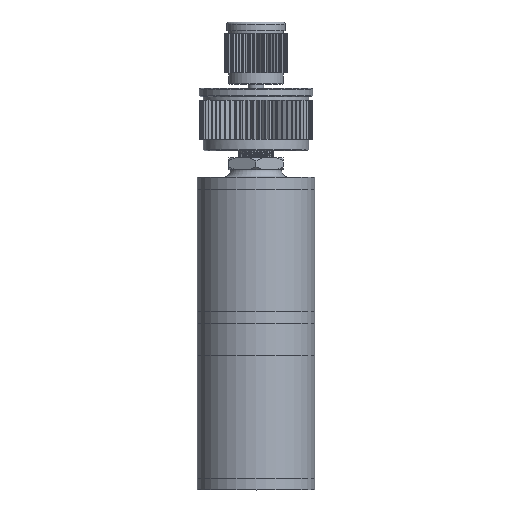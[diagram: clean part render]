
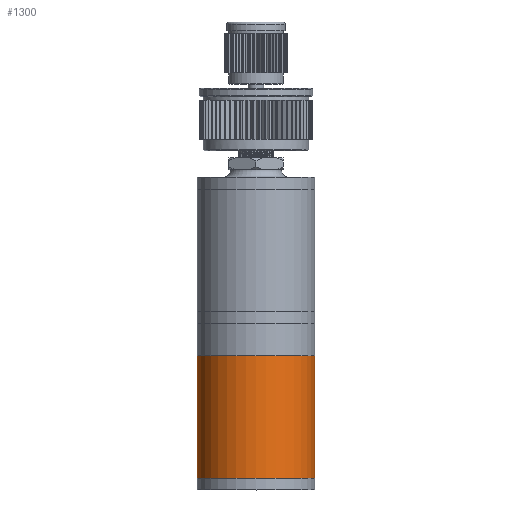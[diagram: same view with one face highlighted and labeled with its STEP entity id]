
A CAD part, front view. The second image highlights one B-rep face of the part: STEP entity #1300.
In plain terms, the highlighted cylindrical face has radius 15 mm (diameter 30 mm), a partial arc.
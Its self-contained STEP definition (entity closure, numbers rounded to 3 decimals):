
#1300 = ADVANCED_FACE ( 'NONE', ( #108409 ), #33789, .T. ) ;
#2576 = LINE ( 'NONE', #112673, #14093 ) ;
#11536 = DIRECTION ( 'NONE',  ( 0., 0., -1. ) ) ;
#12893 = ORIENTED_EDGE ( 'NONE', *, *, #43475, .F. ) ;
#13739 = CARTESIAN_POINT ( 'NONE',  ( 15., 0., -80. ) ) ;
#14093 = VECTOR ( 'NONE', #57913, 1000. ) ;
#24848 = CARTESIAN_POINT ( 'NONE',  ( 15., 0., -45.6 ) ) ;
#27323 = ORIENTED_EDGE ( 'NONE', *, *, #103570, .T. ) ;
#29218 = VERTEX_POINT ( 'NONE', #73198 ) ;
#31945 = ORIENTED_EDGE ( 'NONE', *, *, #113242, .T. ) ;
#33789 = CYLINDRICAL_SURFACE ( 'NONE', #36870, 15. ) ;
#34605 = CIRCLE ( 'NONE', #46368, 15. ) ;
#35360 = VERTEX_POINT ( 'NONE', #113554 ) ;
#36848 = CARTESIAN_POINT ( 'NONE',  ( 0., 0., -45.6 ) ) ;
#36870 = AXIS2_PLACEMENT_3D ( 'NONE', #43417, #70549, #53081 ) ;
#39798 = EDGE_CURVE ( 'NONE', #35360, #29218, #34605, .T. ) ;
#43417 = CARTESIAN_POINT ( 'NONE',  ( 0., 0., -80. ) ) ;
#43475 = EDGE_CURVE ( 'NONE', #29218, #86066, #2576, .T. ) ;
#46368 = AXIS2_PLACEMENT_3D ( 'NONE', #69724, #11536, #58473 ) ;
#50936 = VERTEX_POINT ( 'NONE', #24848 ) ;
#53081 = DIRECTION ( 'NONE',  ( 1., 0., 0. ) ) ;
#54369 = DIRECTION ( 'NONE',  ( 0., 0., -1. ) ) ;
#57913 = DIRECTION ( 'NONE',  ( 0., 0., 1. ) ) ;
#58473 = DIRECTION ( 'NONE',  ( 0., -1., 0. ) ) ;
#59485 = LINE ( 'NONE', #13739, #71981 ) ;
#62018 = CIRCLE ( 'NONE', #111886, 15. ) ;
#63999 = DIRECTION ( 'NONE',  ( 1., 0., 0. ) ) ;
#69724 = CARTESIAN_POINT ( 'NONE',  ( 0., 0., -77. ) ) ;
#70549 = DIRECTION ( 'NONE',  ( 0., 0., 1. ) ) ;
#71981 = VECTOR ( 'NONE', #94982, 1000. ) ;
#72215 = ORIENTED_EDGE ( 'NONE', *, *, #39798, .F. ) ;
#73198 = CARTESIAN_POINT ( 'NONE',  ( -15., 0., -77. ) ) ;
#86066 = VERTEX_POINT ( 'NONE', #107964 ) ;
#94982 = DIRECTION ( 'NONE',  ( 0., 0., 1. ) ) ;
#103570 = EDGE_CURVE ( 'NONE', #50936, #86066, #62018, .T. ) ;
#106227 = EDGE_LOOP ( 'NONE', ( #12893, #72215, #31945, #27323 ) ) ;
#107964 = CARTESIAN_POINT ( 'NONE',  ( -15., 0., -45.6 ) ) ;
#108409 = FACE_OUTER_BOUND ( 'NONE', #106227, .T. ) ;
#111886 = AXIS2_PLACEMENT_3D ( 'NONE', #36848, #54369, #63999 ) ;
#112673 = CARTESIAN_POINT ( 'NONE',  ( -15., 0., -80. ) ) ;
#113242 = EDGE_CURVE ( 'NONE', #35360, #50936, #59485, .T. ) ;
#113554 = CARTESIAN_POINT ( 'NONE',  ( 15., 0., -77. ) ) ;
